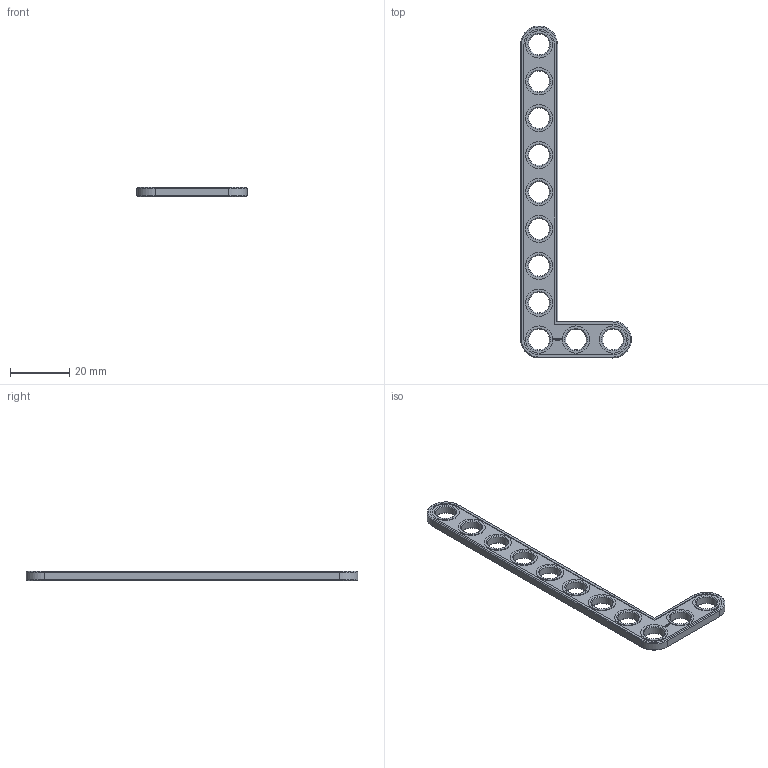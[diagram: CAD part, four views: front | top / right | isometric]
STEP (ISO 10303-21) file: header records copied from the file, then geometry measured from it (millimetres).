
FILE_DESCRIPTION(('FreeCAD Model'),'2;1');
FILE_NAME('Open CASCADE Shape Model','2022-02-08T21:15:40',( 'Paulo Kiefe'),('STEMFIE.org'),'Open CASCADE STEP processor 7.4', 'FreeCAD','Unknown');
FILE_SCHEMA(('AUTOMOTIVE_DESIGN { 1 0 10303 214 1 1 1 1 }'));
Length unit declared in the file: millimetre
Products named in the file (1): Brace_AGD_90_ASYM_ERR_BU03x09x01x00.25_-_SPN-BRC-1023_(stemfie.org)
Bounding box: 37.5 x 112.5 x 3.12 mm (x, y, z)
Volume: 3742.3 mm3; surface area: 4095.8 mm2
Topology: 1 solids, 1 shells, 599 faces, 1623 edges, 1070 vertices
Faces by surface type: plane 347, extrusion 196, cone 28, cylinder 28
Full cylindrical faces by diameter (mm): 7 x11, 9.2 x11
Entity records: 41282 total; most frequent: CARTESIAN_POINT 10198, DIRECTION 4955, VECTOR 3934, LINE 3738, ORIENTED_EDGE 3246, PCURVE 3246, DEFINITIONAL_REPRESENTATION 3246, EDGE_CURVE 1623
